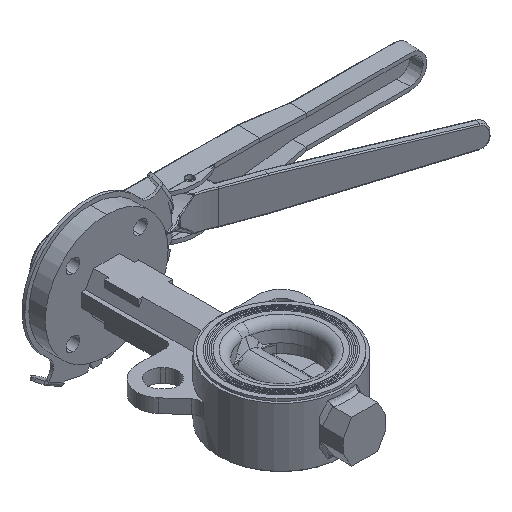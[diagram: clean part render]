
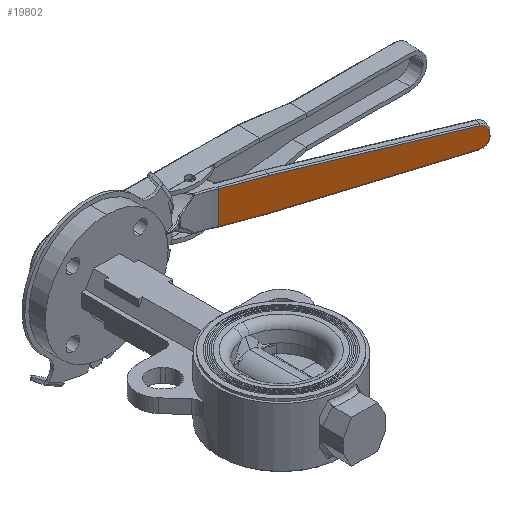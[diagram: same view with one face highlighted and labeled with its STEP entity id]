
A CAD part, isometric view. The second image highlights one B-rep face of the part: STEP entity #19802.
In plain terms, the highlighted planar face has unit normal (-0.342, -0.94, 0).
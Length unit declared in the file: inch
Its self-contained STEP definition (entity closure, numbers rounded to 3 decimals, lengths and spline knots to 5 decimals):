
#958 = AXIS2_PLACEMENT_3D ( 'NONE', #8299, #18736, #3137 ) ;
#1345 = PLANE ( 'NONE',  #33129 ) ;
#1833 = DIRECTION ( 'NONE',  ( 0., 0., 1. ) ) ;
#2545 = CARTESIAN_POINT ( 'NONE',  ( 10.64747, 5.95794, 1.88864 ) ) ;
#2596 = ORIENTED_EDGE ( 'NONE', *, *, #30101, .T. ) ;
#3137 = DIRECTION ( 'NONE',  ( 0., 0., 1. ) ) ;
#3688 = CIRCLE ( 'NONE', #958, 0.21875 ) ;
#4148 = CARTESIAN_POINT ( 'NONE',  ( 4.96293, 8.02685, 1.45109 ) ) ;
#6988 = ORIENTED_EDGE ( 'NONE', *, *, #16869, .T. ) ;
#7205 = DIRECTION ( 'NONE',  ( 0.939, -0.342, 0.037 ) ) ;
#7996 = VERTEX_POINT ( 'NONE', #11625 ) ;
#8299 = CARTESIAN_POINT ( 'NONE',  ( 10.44191, 6.03275, 1.88864 ) ) ;
#8329 = DIRECTION ( 'NONE',  ( 0., 0., 1. ) ) ;
#8510 = LINE ( 'NONE', #29428, #11269 ) ;
#8550 = CARTESIAN_POINT ( 'NONE',  ( 10.44191, 6.03275, 2.03204 ) ) ;
#8695 = CARTESIAN_POINT ( 'NONE',  ( 5.97779, 7.65748, 1.49159 ) ) ;
#8772 = EDGE_CURVE ( 'NONE', #7996, #14840, #29434, .T. ) ;
#8949 = VERTEX_POINT ( 'NONE', #17574 ) ;
#9598 = VERTEX_POINT ( 'NONE', #11744 ) ;
#9618 = EDGE_CURVE ( 'NONE', #14840, #21745, #12247, .T. ) ;
#9680 = DIRECTION ( 'NONE',  ( -0.939, 0.342, 0.037 ) ) ;
#10441 = ORIENTED_EDGE ( 'NONE', *, *, #13026, .T. ) ;
#10894 = EDGE_LOOP ( 'NONE', ( #32819, #14116, #6988, #26937, #24474, #33824, #2596, #10441 ) ) ;
#11269 = VECTOR ( 'NONE', #8329, 39.37008 ) ;
#11395 = CARTESIAN_POINT ( 'NONE',  ( 4.92978, 8.03891, 1.49159 ) ) ;
#11625 = CARTESIAN_POINT ( 'NONE',  ( 10.64747, 5.95794, 2.03204 ) ) ;
#11744 = CARTESIAN_POINT ( 'NONE',  ( 4.92978, 8.03891, 2.42909 ) ) ;
#11820 = EDGE_CURVE ( 'NONE', #9598, #32049, #17885, .T. ) ;
#12247 = LINE ( 'NONE', #33223, #27703 ) ;
#13026 = EDGE_CURVE ( 'NONE', #31278, #7996, #8510, .T. ) ;
#14052 = VECTOR ( 'NONE', #7205, 39.37008 ) ;
#14116 = ORIENTED_EDGE ( 'NONE', *, *, #9618, .T. ) ;
#14134 = EDGE_CURVE ( 'NONE', #26037, #8949, #19762, .T. ) ;
#14840 = VERTEX_POINT ( 'NONE', #29759 ) ;
#16056 = DIRECTION ( 'NONE',  ( 0., 0., 1. ) ) ;
#16237 = DIRECTION ( 'NONE',  ( -0.342, -0.94, 0. ) ) ;
#16679 = CARTESIAN_POINT ( 'NONE',  ( 4.92737, 8.03979, 1.49159 ) ) ;
#16869 = EDGE_CURVE ( 'NONE', #21745, #9598, #28686, .T. ) ;
#17574 = CARTESIAN_POINT ( 'NONE',  ( 10.44961, 6.02995, 1.67004 ) ) ;
#17885 = LINE ( 'NONE', #28160, #18873 ) ;
#18736 = DIRECTION ( 'NONE',  ( -0.342, -0.94, 0. ) ) ;
#18873 = VECTOR ( 'NONE', #23368, 39.37008 ) ;
#19762 = LINE ( 'NONE', #4148, #14052 ) ;
#19802 = ADVANCED_FACE ( 'NONE', ( #30500 ), #1345, .F. ) ;
#20879 = VECTOR ( 'NONE', #29727, 39.37008 ) ;
#21745 = VERTEX_POINT ( 'NONE', #29090 ) ;
#22270 = DIRECTION ( 'NONE',  ( 0.342, 0.94, 0. ) ) ;
#23368 = DIRECTION ( 'NONE',  ( 0., 0., -1. ) ) ;
#24474 = ORIENTED_EDGE ( 'NONE', *, *, #26394, .T. ) ;
#24746 = LINE ( 'NONE', #16679, #20879 ) ;
#25566 = AXIS2_PLACEMENT_3D ( 'NONE', #8550, #16237, #16056 ) ;
#25779 = CARTESIAN_POINT ( 'NONE',  ( 4.92737, 8.03979, 2.42909 ) ) ;
#26037 = VERTEX_POINT ( 'NONE', #8695 ) ;
#26394 = EDGE_CURVE ( 'NONE', #32049, #26037, #24746, .T. ) ;
#26937 = ORIENTED_EDGE ( 'NONE', *, *, #11820, .T. ) ;
#27703 = VECTOR ( 'NONE', #9680, 39.37008 ) ;
#28009 = DIRECTION ( 'NONE',  ( -0.94, 0.342, 0. ) ) ;
#28055 = CARTESIAN_POINT ( 'NONE',  ( 4.92737, 8.03979, 2.46034 ) ) ;
#28160 = CARTESIAN_POINT ( 'NONE',  ( 4.92978, 8.03891, 2.46034 ) ) ;
#28686 = LINE ( 'NONE', #25779, #31781 ) ;
#29090 = CARTESIAN_POINT ( 'NONE',  ( 5.97779, 7.65748, 2.42909 ) ) ;
#29428 = CARTESIAN_POINT ( 'NONE',  ( 10.64747, 5.95794, 2.46034 ) ) ;
#29434 = CIRCLE ( 'NONE', #25566, 0.21875 ) ;
#29727 = DIRECTION ( 'NONE',  ( 0.94, -0.342, 0. ) ) ;
#29759 = CARTESIAN_POINT ( 'NONE',  ( 10.44961, 6.02995, 2.25063 ) ) ;
#30101 = EDGE_CURVE ( 'NONE', #8949, #31278, #3688, .T. ) ;
#30500 = FACE_OUTER_BOUND ( 'NONE', #10894, .T. ) ;
#31278 = VERTEX_POINT ( 'NONE', #2545 ) ;
#31781 = VECTOR ( 'NONE', #28009, 39.37008 ) ;
#32049 = VERTEX_POINT ( 'NONE', #11395 ) ;
#32819 = ORIENTED_EDGE ( 'NONE', *, *, #8772, .T. ) ;
#33129 = AXIS2_PLACEMENT_3D ( 'NONE', #28055, #22270, #1833 ) ;
#33223 = CARTESIAN_POINT ( 'NONE',  ( 5.97724, 7.65768, 2.42911 ) ) ;
#33824 = ORIENTED_EDGE ( 'NONE', *, *, #14134, .T. ) ;
